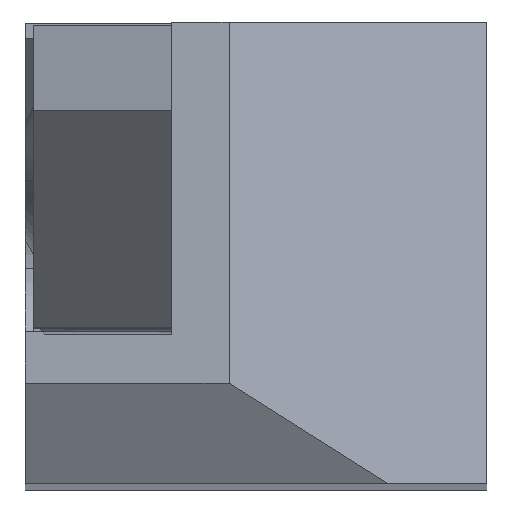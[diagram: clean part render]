
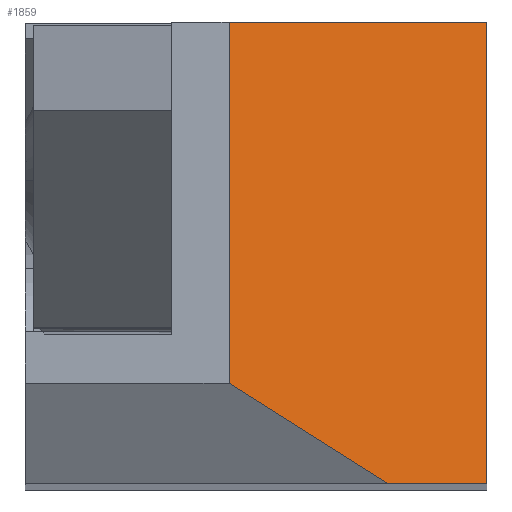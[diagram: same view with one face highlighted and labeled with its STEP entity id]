
A CAD part, top view. The second image highlights one B-rep face of the part: STEP entity #1859.
In plain terms, the highlighted planar face has unit normal (0.342, 0, 0.94).
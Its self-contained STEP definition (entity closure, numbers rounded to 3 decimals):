
#41 = VECTOR ( 'NONE', #1812, 1000. ) ;
#175 = EDGE_CURVE ( 'NONE', #1002, #1234, #653, .T. ) ;
#257 = LINE ( 'NONE', #3219, #3403 ) ;
#413 = VECTOR ( 'NONE', #2252, 1000. ) ;
#445 = LINE ( 'NONE', #572, #413 ) ;
#449 = CARTESIAN_POINT ( 'NONE',  ( 24., 12., -2.439 ) ) ;
#471 = DIRECTION ( 'NONE',  ( 0., 1., 0. ) ) ;
#571 = EDGE_CURVE ( 'NONE', #1611, #1145, #445, .T. ) ;
#572 = CARTESIAN_POINT ( 'NONE',  ( 55.356, 12., -13.851 ) ) ;
#596 = PLANE ( 'NONE',  #1148 ) ;
#627 = VECTOR ( 'NONE', #2554, 1000. ) ;
#653 = LINE ( 'NONE', #1520, #627 ) ;
#756 = DIRECTION ( 'NONE',  ( 0., -1., 0. ) ) ;
#875 = DIRECTION ( 'NONE',  ( 0.342, 0., 0.94 ) ) ;
#1002 = VERTEX_POINT ( 'NONE', #2426 ) ;
#1099 = CARTESIAN_POINT ( 'NONE',  ( 24., 0., -2.439 ) ) ;
#1145 = VERTEX_POINT ( 'NONE', #1913 ) ;
#1148 = AXIS2_PLACEMENT_3D ( 'NONE', #3317, #875, #2832 ) ;
#1150 = VECTOR ( 'NONE', #756, 1000. ) ;
#1234 = VERTEX_POINT ( 'NONE', #1099 ) ;
#1237 = CARTESIAN_POINT ( 'NONE',  ( -72.142, 58.986, 32.554 ) ) ;
#1520 = CARTESIAN_POINT ( 'NONE',  ( 55.356, 0., -13.851 ) ) ;
#1551 = EDGE_CURVE ( 'NONE', #1002, #1849, #2260, .T. ) ;
#1611 = VERTEX_POINT ( 'NONE', #449 ) ;
#1683 = EDGE_CURVE ( 'NONE', #1234, #1611, #257, .T. ) ;
#1728 = EDGE_CURVE ( 'NONE', #1145, #1849, #2121, .T. ) ;
#1812 = DIRECTION ( 'NONE',  ( -0.808, 0.51, 0.294 ) ) ;
#1849 = VERTEX_POINT ( 'NONE', #3083 ) ;
#1859 = ADVANCED_FACE ( 'NONE', ( #2334 ), #596, .T. ) ;
#1913 = CARTESIAN_POINT ( 'NONE',  ( 17.3, 12., 0. ) ) ;
#2121 = LINE ( 'NONE', #2435, #1150 ) ;
#2252 = DIRECTION ( 'NONE',  ( -0.94, 0., 0.342 ) ) ;
#2260 = LINE ( 'NONE', #1237, #41 ) ;
#2334 = FACE_OUTER_BOUND ( 'NONE', #2749, .T. ) ;
#2426 = CARTESIAN_POINT ( 'NONE',  ( 21.424, 0., -1.501 ) ) ;
#2435 = CARTESIAN_POINT ( 'NONE',  ( 17.3, 138.787, 0. ) ) ;
#2498 = ORIENTED_EDGE ( 'NONE', *, *, #1683, .T. ) ;
#2554 = DIRECTION ( 'NONE',  ( 0.94, 0., -0.342 ) ) ;
#2749 = EDGE_LOOP ( 'NONE', ( #2843, #2791, #2861, #3273, #2498 ) ) ;
#2791 = ORIENTED_EDGE ( 'NONE', *, *, #1728, .T. ) ;
#2832 = DIRECTION ( 'NONE',  ( -0.94, 0., 0.342 ) ) ;
#2843 = ORIENTED_EDGE ( 'NONE', *, *, #571, .T. ) ;
#2861 = ORIENTED_EDGE ( 'NONE', *, *, #1551, .F. ) ;
#3083 = CARTESIAN_POINT ( 'NONE',  ( 17.3, 2.6, 0. ) ) ;
#3219 = CARTESIAN_POINT ( 'NONE',  ( 24., 0., -2.439 ) ) ;
#3273 = ORIENTED_EDGE ( 'NONE', *, *, #175, .T. ) ;
#3317 = CARTESIAN_POINT ( 'NONE',  ( 17.3, 138.787, 0. ) ) ;
#3403 = VECTOR ( 'NONE', #471, 1000. ) ;
